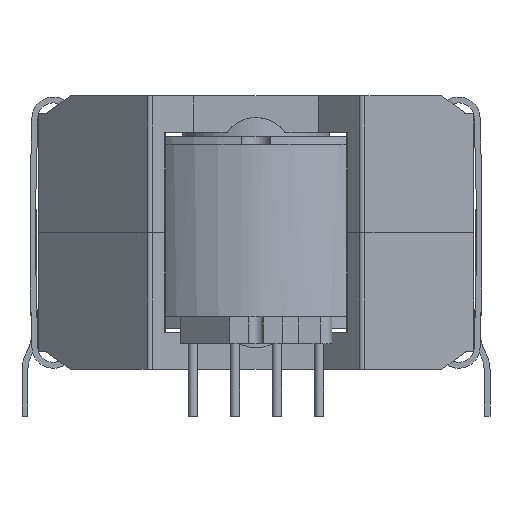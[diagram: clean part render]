
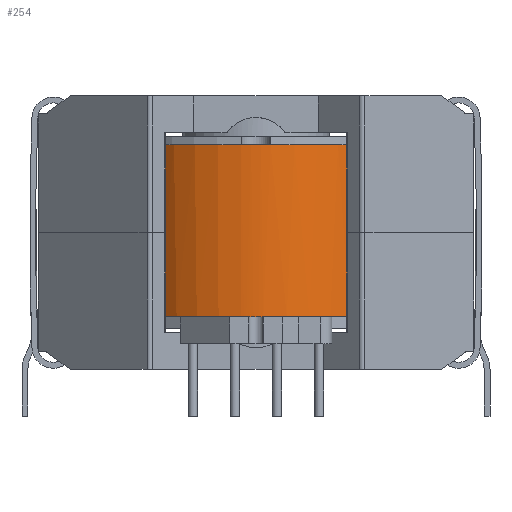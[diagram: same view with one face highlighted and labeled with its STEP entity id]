
A CAD part, front view. The second image highlights one B-rep face of the part: STEP entity #254.
In plain terms, the highlighted cylindrical face has radius 12 mm (diameter 24 mm), a full revolution.
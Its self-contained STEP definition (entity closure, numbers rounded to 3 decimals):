
#254 = ADVANCED_FACE( '', ( #639, #640 ), #641, .T. );
#639 = FACE_OUTER_BOUND( '', #1178, .T. );
#640 = FACE_OUTER_BOUND( '', #1179, .T. );
#641 = CYLINDRICAL_SURFACE( '', #1180, 12. );
#1178 = EDGE_LOOP( '', ( #1874, #1875, #1876, #1877 ) );
#1179 = EDGE_LOOP( '', ( #1878, #1879 ) );
#1180 = AXIS2_PLACEMENT_3D( '', #1880, #1881, #1882 );
#1874 = ORIENTED_EDGE( '', *, *, #3231, .F. );
#1875 = ORIENTED_EDGE( '', *, *, #3232, .F. );
#1876 = ORIENTED_EDGE( '', *, *, #3220, .F. );
#1877 = ORIENTED_EDGE( '', *, *, #3233, .F. );
#1878 = ORIENTED_EDGE( '', *, *, #3234, .T. );
#1879 = ORIENTED_EDGE( '', *, *, #3235, .T. );
#1880 = CARTESIAN_POINT( '', ( 0., 0., 23.269 ) );
#1881 = DIRECTION( '', ( 0., 0., 1. ) );
#1882 = DIRECTION( '', ( -1., 0., 0. ) );
#3220 = EDGE_CURVE( '', #3672, #3694, #3891, .T. );
#3231 = EDGE_CURVE( '', #3909, #3910, #3911, .T. );
#3232 = EDGE_CURVE( '', #3694, #3909, #3912, .T. );
#3233 = EDGE_CURVE( '', #3910, #3672, #3913, .T. );
#3234 = EDGE_CURVE( '', #3914, #3915, #3916, .T. );
#3235 = EDGE_CURVE( '', #3915, #3914, #3917, .T. );
#3672 = VERTEX_POINT( '', #4506 );
#3694 = VERTEX_POINT( '', #4536 );
#3891 = CIRCLE( '', #4822, 12. );
#3909 = VERTEX_POINT( '', #4847 );
#3910 = VERTEX_POINT( '', #4848 );
#3911 = CIRCLE( '', #4849, 12. );
#3912 = CIRCLE( '', #4850, 12. );
#3913 = CIRCLE( '', #4851, 12. );
#3914 = VERTEX_POINT( '', #4852 );
#3915 = VERTEX_POINT( '', #4853 );
#3916 = CIRCLE( '', #4854, 12. );
#3917 = CIRCLE( '', #4855, 12. );
#4506 = CARTESIAN_POINT( '', ( 0.625, 11.984, 4.5 ) );
#4536 = CARTESIAN_POINT( '', ( 0.625, -11.984, 4.5 ) );
#4822 = AXIS2_PLACEMENT_3D( '', #5815, #5816, #5817 );
#4847 = CARTESIAN_POINT( '', ( -0.625, -11.984, 4.5 ) );
#4848 = CARTESIAN_POINT( '', ( -0.625, 11.984, 4.5 ) );
#4849 = AXIS2_PLACEMENT_3D( '', #5831, #5832, #5833 );
#4850 = AXIS2_PLACEMENT_3D( '', #5834, #5835, #5836 );
#4851 = AXIS2_PLACEMENT_3D( '', #5837, #5838, #5839 );
#4852 = CARTESIAN_POINT( '', ( 1.25, -11.935, 19.2 ) );
#4853 = CARTESIAN_POINT( '', ( -1.25, -11.935, 19.2 ) );
#4854 = AXIS2_PLACEMENT_3D( '', #5840, #5841, #5842 );
#4855 = AXIS2_PLACEMENT_3D( '', #5843, #5844, #5845 );
#5815 = CARTESIAN_POINT( '', ( 0., 0., 4.5 ) );
#5816 = DIRECTION( '', ( 0., 0., -1. ) );
#5817 = DIRECTION( '', ( -1., 0., 0. ) );
#5831 = CARTESIAN_POINT( '', ( 0., 0., 4.5 ) );
#5832 = DIRECTION( '', ( 0., 0., -1. ) );
#5833 = DIRECTION( '', ( -1., 0., 0. ) );
#5834 = CARTESIAN_POINT( '', ( 0., 0., 4.5 ) );
#5835 = DIRECTION( '', ( 0., 0., -1. ) );
#5836 = DIRECTION( '', ( -1., 0., 0. ) );
#5837 = CARTESIAN_POINT( '', ( 0., 0., 4.5 ) );
#5838 = DIRECTION( '', ( 0., 0., -1. ) );
#5839 = DIRECTION( '', ( -1., 0., 0. ) );
#5840 = CARTESIAN_POINT( '', ( 0., 0., 19.2 ) );
#5841 = DIRECTION( '', ( 0., 0., -1. ) );
#5842 = DIRECTION( '', ( -1., 0., 0. ) );
#5843 = CARTESIAN_POINT( '', ( 0., 0., 19.2 ) );
#5844 = DIRECTION( '', ( 0., 0., -1. ) );
#5845 = DIRECTION( '', ( -1., 0., 0. ) );
